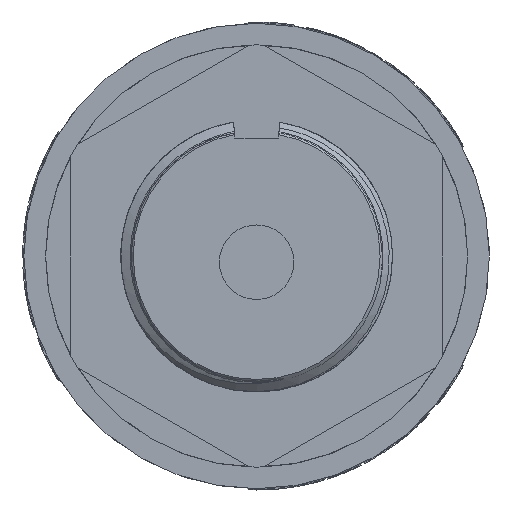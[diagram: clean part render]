
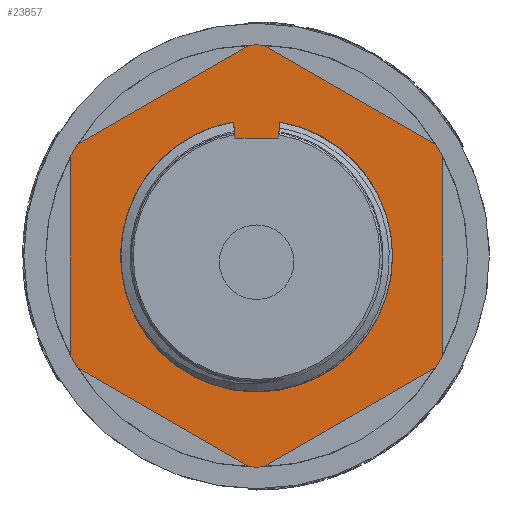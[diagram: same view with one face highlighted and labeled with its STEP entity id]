
A CAD part, front view. The second image highlights one B-rep face of the part: STEP entity #23857.
In plain terms, the highlighted planar face has unit normal (0, -1, 0).
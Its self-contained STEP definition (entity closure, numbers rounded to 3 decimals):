
#696=B_SPLINE_CURVE_WITH_KNOTS('',3,(#39809,#39810,#39811,#39812,#39813,
#39814,#39815,#39816,#39817,#39818,#39819,#39820),.UNSPECIFIED.,.F.,.F.,
(4,2,2,2,2,4),(0.,0.424,0.843,1.255,
1.605,1.951),.UNSPECIFIED.);
#698=B_SPLINE_CURVE_WITH_KNOTS('',3,(#39858,#39859,#39860,#39861,#39862,
#39863,#39864,#39865,#39866,#39867,#39868,#39869),.UNSPECIFIED.,.F.,.F.,
(4,2,2,2,2,4),(0.,0.258,0.484,0.7,
0.836,0.94),.UNSPECIFIED.);
#701=B_SPLINE_CURVE_WITH_KNOTS('',3,(#39917,#39918,#39919,#39920,#39921,
#39922,#39923,#39924,#39925,#39926,#39927,#39928),.UNSPECIFIED.,.F.,.F.,
(4,2,2,2,2,4),(0.,0.401,0.808,1.221,
1.495,1.772),.UNSPECIFIED.);
#2679=LINE('',#92181,#3843);
#2680=LINE('',#92182,#3844);
#2681=LINE('',#92183,#3845);
#2682=LINE('',#92184,#3846);
#2683=LINE('',#92185,#3847);
#2684=LINE('',#92186,#3848);
#2685=LINE('',#92188,#3849);
#2686=LINE('',#92190,#3850);
#2687=LINE('',#92192,#3851);
#3843=VECTOR('',#32176,10.);
#3844=VECTOR('',#32177,10.);
#3845=VECTOR('',#32178,10.);
#3846=VECTOR('',#32179,10.);
#3847=VECTOR('',#32180,10.);
#3848=VECTOR('',#32181,10.);
#3849=VECTOR('',#32182,10.);
#3850=VECTOR('',#32183,10.);
#3851=VECTOR('',#32184,10.);
#4189=FACE_BOUND('',#6783,.T.);
#5427=FACE_OUTER_BOUND('',#6782,.T.);
#6782=EDGE_LOOP('',(#20737,#20738,#20739,#20740,#20741,#20742,#20743,#20744,
#20745,#20746,#20747,#20748));
#6783=EDGE_LOOP('',(#20749,#20750,#20751,#20752,#20753,#20754,#20755));
#7076=CIRCLE('',#24250,17.);
#7078=CIRCLE('',#24252,17.);
#7080=CIRCLE('',#24254,17.);
#7082=CIRCLE('',#24256,17.);
#7084=CIRCLE('',#24258,17.);
#7086=CIRCLE('',#24260,17.);
#8171=CIRCLE('',#26284,10.95);
#8834=VERTEX_POINT('',#39806);
#8835=VERTEX_POINT('',#39808);
#8838=VERTEX_POINT('',#39856);
#8840=VERTEX_POINT('',#39915);
#8844=VERTEX_POINT('',#39936);
#8845=VERTEX_POINT('',#39938);
#8848=VERTEX_POINT('',#39944);
#8849=VERTEX_POINT('',#39946);
#8852=VERTEX_POINT('',#39952);
#8853=VERTEX_POINT('',#39954);
#8856=VERTEX_POINT('',#39960);
#8857=VERTEX_POINT('',#39962);
#8860=VERTEX_POINT('',#39968);
#8861=VERTEX_POINT('',#39970);
#8864=VERTEX_POINT('',#39976);
#8865=VERTEX_POINT('',#39978);
#10448=VERTEX_POINT('',#92187);
#10449=VERTEX_POINT('',#92189);
#10450=VERTEX_POINT('',#92191);
#11180=EDGE_CURVE('',#8835,#8834,#696,.T.);
#11184=EDGE_CURVE('',#8834,#8838,#698,.T.);
#11188=EDGE_CURVE('',#8838,#8840,#701,.T.);
#11193=EDGE_CURVE('',#8845,#8844,#7076,.T.);
#11197=EDGE_CURVE('',#8849,#8848,#7078,.T.);
#11201=EDGE_CURVE('',#8853,#8852,#7080,.T.);
#11205=EDGE_CURVE('',#8857,#8856,#7082,.T.);
#11209=EDGE_CURVE('',#8861,#8860,#7084,.T.);
#11213=EDGE_CURVE('',#8865,#8864,#7086,.T.);
#13892=EDGE_CURVE('',#8844,#8865,#2679,.T.);
#13893=EDGE_CURVE('',#8864,#8861,#2680,.T.);
#13894=EDGE_CURVE('',#8860,#8857,#2681,.T.);
#13895=EDGE_CURVE('',#8856,#8853,#2682,.T.);
#13896=EDGE_CURVE('',#8852,#8849,#2683,.T.);
#13897=EDGE_CURVE('',#8848,#8845,#2684,.T.);
#13898=EDGE_CURVE('',#8840,#10448,#2685,.T.);
#13899=EDGE_CURVE('',#10448,#10449,#2686,.T.);
#13900=EDGE_CURVE('',#10449,#10450,#2687,.T.);
#13901=EDGE_CURVE('',#10450,#8835,#8171,.T.);
#20737=ORIENTED_EDGE('',*,*,#11193,.T.);
#20738=ORIENTED_EDGE('',*,*,#13892,.T.);
#20739=ORIENTED_EDGE('',*,*,#11213,.T.);
#20740=ORIENTED_EDGE('',*,*,#13893,.T.);
#20741=ORIENTED_EDGE('',*,*,#11209,.T.);
#20742=ORIENTED_EDGE('',*,*,#13894,.T.);
#20743=ORIENTED_EDGE('',*,*,#11205,.T.);
#20744=ORIENTED_EDGE('',*,*,#13895,.T.);
#20745=ORIENTED_EDGE('',*,*,#11201,.T.);
#20746=ORIENTED_EDGE('',*,*,#13896,.T.);
#20747=ORIENTED_EDGE('',*,*,#11197,.T.);
#20748=ORIENTED_EDGE('',*,*,#13897,.T.);
#20749=ORIENTED_EDGE('',*,*,#11180,.T.);
#20750=ORIENTED_EDGE('',*,*,#11184,.T.);
#20751=ORIENTED_EDGE('',*,*,#11188,.T.);
#20752=ORIENTED_EDGE('',*,*,#13898,.T.);
#20753=ORIENTED_EDGE('',*,*,#13899,.T.);
#20754=ORIENTED_EDGE('',*,*,#13900,.T.);
#20755=ORIENTED_EDGE('',*,*,#13901,.T.);
#21353=PLANE('',#26283);
#23857=ADVANCED_FACE('',(#5427,#4189),#21353,.T.);
#24250=AXIS2_PLACEMENT_3D('',#39939,#27179,#27180);
#24252=AXIS2_PLACEMENT_3D('',#39947,#27185,#27186);
#24254=AXIS2_PLACEMENT_3D('',#39955,#27191,#27192);
#24256=AXIS2_PLACEMENT_3D('',#39963,#27197,#27198);
#24258=AXIS2_PLACEMENT_3D('',#39971,#27203,#27204);
#24260=AXIS2_PLACEMENT_3D('',#39979,#27209,#27210);
#26283=AXIS2_PLACEMENT_3D('',#92180,#32174,#32175);
#26284=AXIS2_PLACEMENT_3D('',#92193,#32185,#32186);
#27179=DIRECTION('center_axis',(0.,-1.,0.));
#27180=DIRECTION('ref_axis',(1.,0.,0.));
#27185=DIRECTION('center_axis',(0.,-1.,0.));
#27186=DIRECTION('ref_axis',(1.,0.,0.));
#27191=DIRECTION('center_axis',(0.,-1.,0.));
#27192=DIRECTION('ref_axis',(1.,0.,0.));
#27197=DIRECTION('center_axis',(0.,-1.,0.));
#27198=DIRECTION('ref_axis',(1.,0.,0.));
#27203=DIRECTION('center_axis',(0.,-1.,0.));
#27204=DIRECTION('ref_axis',(1.,0.,0.));
#27209=DIRECTION('center_axis',(0.,-1.,0.));
#27210=DIRECTION('ref_axis',(1.,0.,0.));
#32174=DIRECTION('center_axis',(0.,-1.,0.));
#32175=DIRECTION('ref_axis',(0.,0.,-1.));
#32176=DIRECTION('',(0.,0.,-1.));
#32177=DIRECTION('',(0.866,0.,-0.5));
#32178=DIRECTION('',(0.866,0.,0.5));
#32179=DIRECTION('',(0.,0.,1.));
#32180=DIRECTION('',(-0.866,0.,0.5));
#32181=DIRECTION('',(-0.866,0.,-0.5));
#32182=DIRECTION('',(0.087,0.,-0.996));
#32183=DIRECTION('',(1.,0.,0.));
#32184=DIRECTION('',(0.087,0.,0.996));
#32185=DIRECTION('center_axis',(0.,1.,0.));
#32186=DIRECTION('ref_axis',(0.,0.,
1.));
#39806=CARTESIAN_POINT('',(3.041,-54.99,-9.726));
#39808=CARTESIAN_POINT('',(9.217,-54.99,5.911));
#39809=CARTESIAN_POINT('Ctrl Pts',(9.217,-54.99,5.911));
#39810=CARTESIAN_POINT('Ctrl Pts',(9.936,-54.99,4.692));
#39811=CARTESIAN_POINT('Ctrl Pts',(10.411,-54.99,3.346));
#39812=CARTESIAN_POINT('Ctrl Pts',(10.811,-54.99,0.567));
#39813=CARTESIAN_POINT('Ctrl Pts',(10.74,-54.99,-0.838));
#39814=CARTESIAN_POINT('Ctrl Pts',(10.066,-54.99,-3.521));
#39815=CARTESIAN_POINT('Ctrl Pts',(9.476,-54.99,-4.774));
#39816=CARTESIAN_POINT('Ctrl Pts',(7.968,-54.99,-6.818));
#39817=CARTESIAN_POINT('Ctrl Pts',(7.122,-54.99,-7.634));
#39818=CARTESIAN_POINT('Ctrl Pts',(5.207,-54.99,-8.942));
#39819=CARTESIAN_POINT('Ctrl Pts',(4.153,-54.99,-9.427));
#39820=CARTESIAN_POINT('Ctrl Pts',(3.041,-54.99,-9.726));
#39856=CARTESIAN_POINT('',(-9.8,-54.99,-2.793));
#39858=CARTESIAN_POINT('Ctrl Pts',(3.041,-54.99,-9.726));
#39859=CARTESIAN_POINT('Ctrl Pts',(2.209,-54.99,-9.949));
#39860=CARTESIAN_POINT('Ctrl Pts',(0.921,-54.99,-10.205));
#39861=CARTESIAN_POINT('Ctrl Pts',(-2.019,-54.99,-9.979));
#39862=CARTESIAN_POINT('Ctrl Pts',(-3.352,-54.99,-9.606));
#39863=CARTESIAN_POINT('Ctrl Pts',(-5.748,-54.99,
-8.384));
#39864=CARTESIAN_POINT('Ctrl Pts',(-6.794,-54.99,-7.568));
#39865=CARTESIAN_POINT('Ctrl Pts',(-8.207,-54.99,-5.955));
#39866=CARTESIAN_POINT('Ctrl Pts',(-8.675,-54.99,
-5.274));
#39867=CARTESIAN_POINT('Ctrl Pts',(-9.357,-54.99,
-3.98));
#39868=CARTESIAN_POINT('Ctrl Pts',(-9.598,-54.99,-3.407));
#39869=CARTESIAN_POINT('Ctrl Pts',(-9.8,-54.99,-2.793));
#39915=CARTESIAN_POINT('',(-1.857,-54.99,10.724));
#39917=CARTESIAN_POINT('Ctrl Pts',(-9.8,-54.99,-2.793));
#39918=CARTESIAN_POINT('Ctrl Pts',(-10.218,-54.99,-1.525));
#39919=CARTESIAN_POINT('Ctrl Pts',(-10.382,-54.99,-0.186));
#39920=CARTESIAN_POINT('Ctrl Pts',(-10.19,-54.99,2.501));
#39921=CARTESIAN_POINT('Ctrl Pts',(-9.829,-54.99,3.822));
#39922=CARTESIAN_POINT('Ctrl Pts',(-8.613,-54.99,6.273));
#39923=CARTESIAN_POINT('Ctrl Pts',(-7.764,-54.99,7.375));
#39924=CARTESIAN_POINT('Ctrl Pts',(-6.04,-54.99,8.889));
#39925=CARTESIAN_POINT('Ctrl Pts',(-5.277,-54.99,9.402));
#39926=CARTESIAN_POINT('Ctrl Pts',(-3.634,-54.99,10.226));
#39927=CARTESIAN_POINT('Ctrl Pts',(-2.76,-54.99,10.532));
#39928=CARTESIAN_POINT('Ctrl Pts',(-1.857,-54.99,10.724));
#39936=CARTESIAN_POINT('',(-15.,-54.99,8.));
#39938=CARTESIAN_POINT('',(-14.428,-54.99,8.99));
#39939=CARTESIAN_POINT('Origin',(0.,-54.99,0.));
#39944=CARTESIAN_POINT('',(-0.572,-54.99,16.99));
#39946=CARTESIAN_POINT('',(0.572,-54.99,16.99));
#39947=CARTESIAN_POINT('Origin',(0.,-54.99,0.));
#39952=CARTESIAN_POINT('',(14.428,-54.99,8.99));
#39954=CARTESIAN_POINT('',(15.,-54.99,8.));
#39955=CARTESIAN_POINT('Origin',(0.,-54.99,0.));
#39960=CARTESIAN_POINT('',(15.,-54.99,-8.));
#39962=CARTESIAN_POINT('',(14.428,-54.99,-8.99));
#39963=CARTESIAN_POINT('Origin',(0.,-54.99,0.));
#39968=CARTESIAN_POINT('',(0.572,-54.99,-16.99));
#39970=CARTESIAN_POINT('',(-0.572,-54.99,-16.99));
#39971=CARTESIAN_POINT('Origin',(0.,-54.99,0.));
#39976=CARTESIAN_POINT('',(-14.428,-54.99,-8.99));
#39978=CARTESIAN_POINT('',(-15.,-54.99,-8.));
#39979=CARTESIAN_POINT('Origin',(0.,-54.99,0.));
#92180=CARTESIAN_POINT('Origin',(0.,-54.99,0.));
#92181=CARTESIAN_POINT('',(-15.,-54.99,8.66));
#92182=CARTESIAN_POINT('',(-15.,-54.99,-8.66));
#92183=CARTESIAN_POINT('',(0.,-54.99,-17.321));
#92184=CARTESIAN_POINT('',(15.,-54.99,-8.66));
#92185=CARTESIAN_POINT('',(15.,-54.99,8.66));
#92186=CARTESIAN_POINT('',(0.,-54.99,17.321));
#92187=CARTESIAN_POINT('',(-1.75,-54.99,9.5));
#92188=CARTESIAN_POINT('',(-1.358,-54.99,5.016));
#92189=CARTESIAN_POINT('',(1.75,-54.99,9.5));
#92190=CARTESIAN_POINT('',(0.,-54.99,9.5));
#92191=CARTESIAN_POINT('',(1.863,-54.99,10.79));
#92192=CARTESIAN_POINT('',(1.359,-54.99,5.033));
#92193=CARTESIAN_POINT('Origin',(0.,-54.99,0.));
